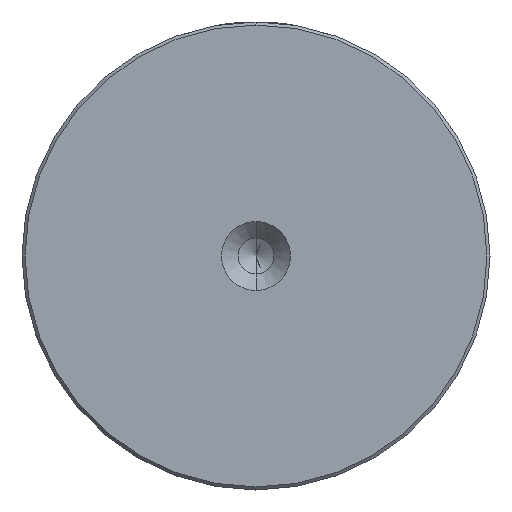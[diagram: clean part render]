
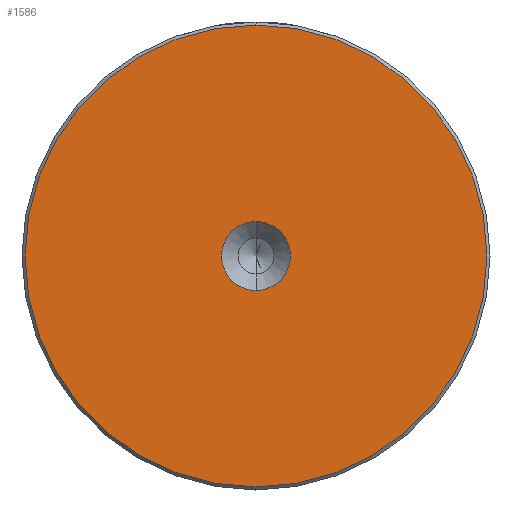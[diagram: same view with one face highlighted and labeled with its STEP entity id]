
A CAD part, left-side view. The second image highlights one B-rep face of the part: STEP entity #1586.
In plain terms, the highlighted planar face has unit normal (-1, 0, 0).
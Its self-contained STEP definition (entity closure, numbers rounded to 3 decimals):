
#119 = FACE_BOUND ( 'NONE', #2034, .T. ) ;
#164 = EDGE_CURVE ( 'NONE', #642, #2065, #831, .T. ) ;
#240 = VERTEX_POINT ( 'NONE', #2383 ) ;
#308 = EDGE_CURVE ( 'NONE', #240, #1601, #572, .T. ) ;
#321 = AXIS2_PLACEMENT_3D ( 'NONE', #1608, #1597, #1583 ) ;
#344 = DIRECTION ( 'NONE',  ( -1., 0., 0. ) ) ;
#502 = DIRECTION ( 'NONE',  ( -1., 0., 0. ) ) ;
#533 = CARTESIAN_POINT ( 'NONE',  ( 0., 0., -5.6 ) ) ;
#572 = CIRCLE ( 'NONE', #321, 5.6 ) ;
#642 = VERTEX_POINT ( 'NONE', #1128 ) ;
#654 = ORIENTED_EDGE ( 'NONE', *, *, #164, .T. ) ;
#697 = AXIS2_PLACEMENT_3D ( 'NONE', #876, #2215, #1064 ) ;
#831 = CIRCLE ( 'NONE', #861, 37.5 ) ;
#861 = AXIS2_PLACEMENT_3D ( 'NONE', #2138, #2163, #2118 ) ;
#876 = CARTESIAN_POINT ( 'NONE',  ( 0., 0., 0. ) ) ;
#945 = CIRCLE ( 'NONE', #2001, 5.6 ) ;
#1064 = DIRECTION ( 'NONE',  ( 0., 0., 1. ) ) ;
#1104 = EDGE_CURVE ( 'NONE', #1601, #240, #945, .T. ) ;
#1123 = ORIENTED_EDGE ( 'NONE', *, *, #308, .F. ) ;
#1128 = CARTESIAN_POINT ( 'NONE',  ( 0., 0., 37.5 ) ) ;
#1293 = EDGE_LOOP ( 'NONE', ( #1576, #654 ) ) ;
#1315 = CARTESIAN_POINT ( 'NONE',  ( 0., 0., 0. ) ) ;
#1454 = CIRCLE ( 'NONE', #697, 37.5 ) ;
#1547 = CARTESIAN_POINT ( 'NONE',  ( 0., 0., -37.5 ) ) ;
#1576 = ORIENTED_EDGE ( 'NONE', *, *, #1785, .T. ) ;
#1583 = DIRECTION ( 'NONE',  ( 0., 0., 1. ) ) ;
#1586 = ADVANCED_FACE ( 'NONE', ( #2323, #119 ), #2466, .T. ) ;
#1597 = DIRECTION ( 'NONE',  ( -1., 0., 0. ) ) ;
#1601 = VERTEX_POINT ( 'NONE', #533 ) ;
#1608 = CARTESIAN_POINT ( 'NONE',  ( 0., 0., 0. ) ) ;
#1661 = CARTESIAN_POINT ( 'NONE',  ( 0., 0., 0. ) ) ;
#1698 = DIRECTION ( 'NONE',  ( 0., 0., 1. ) ) ;
#1785 = EDGE_CURVE ( 'NONE', #2065, #642, #1454, .T. ) ;
#1858 = DIRECTION ( 'NONE',  ( 0., 0., 1. ) ) ;
#1897 = AXIS2_PLACEMENT_3D ( 'NONE', #1315, #344, #1698 ) ;
#2001 = AXIS2_PLACEMENT_3D ( 'NONE', #1661, #502, #1858 ) ;
#2034 = EDGE_LOOP ( 'NONE', ( #1123, #2127 ) ) ;
#2065 = VERTEX_POINT ( 'NONE', #1547 ) ;
#2118 = DIRECTION ( 'NONE',  ( 0., 0., 1. ) ) ;
#2127 = ORIENTED_EDGE ( 'NONE', *, *, #1104, .F. ) ;
#2138 = CARTESIAN_POINT ( 'NONE',  ( 0., 0., 0. ) ) ;
#2163 = DIRECTION ( 'NONE',  ( -1., 0., 0. ) ) ;
#2215 = DIRECTION ( 'NONE',  ( -1., 0., 0. ) ) ;
#2323 = FACE_OUTER_BOUND ( 'NONE', #1293, .T. ) ;
#2383 = CARTESIAN_POINT ( 'NONE',  ( 0., 0., 5.6 ) ) ;
#2466 = PLANE ( 'NONE',  #1897 ) ;
